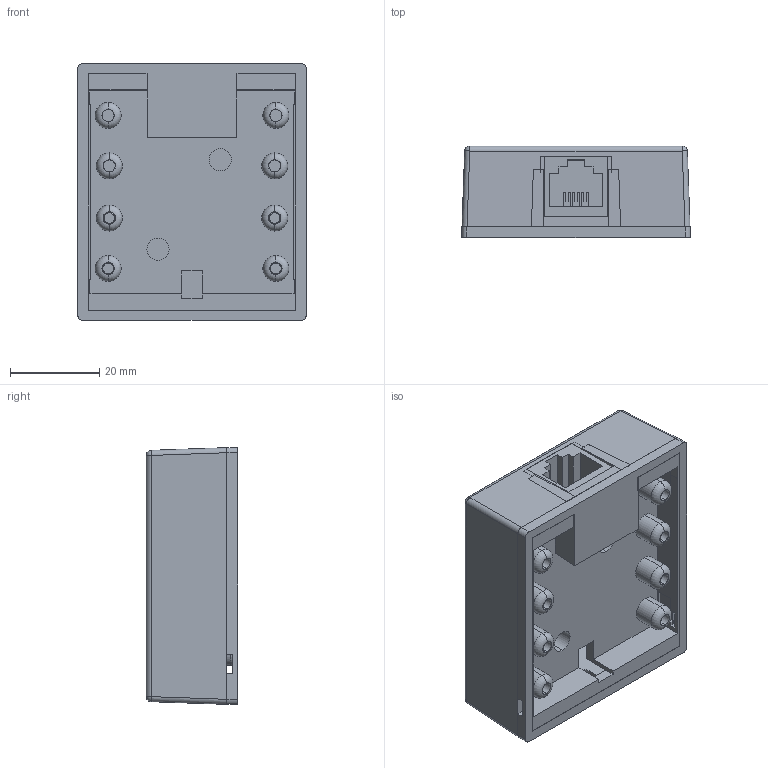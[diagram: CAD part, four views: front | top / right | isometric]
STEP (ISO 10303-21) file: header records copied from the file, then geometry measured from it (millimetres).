
FILE_DESCRIPTION (( 'STEP AP214' ), '1' );
FILE_NAME ('TDA310-4C.STEP', '2016-05-04T15:02:40', ( 'L-Com' ), ( 'L-Com Global Connectivity' ), 'SwSTEP 2.0', 'SolidWorks 2014', '' );
FILE_SCHEMA (( 'AUTOMOTIVE_DESIGN' ));
Length unit declared in the file: inch
Products named in the file (5): TDA310-4C-MA1; TDA310-8C-MA2; 3AA01-012_4-40 x .312 PAN HEAD SCREW; TDA310-8C-MA1; TDA310-4C
Assembly tree (7 placements, depth 2):
  TDA310-4C
    TDA310-8C-MA1
    TDA310-4C-MA1
    3AA01-012_4-40 x .312 PAN HEAD SCREW  x4
    TDA310-8C-MA2
Bounding box: 51.18 x 20.47 x 57.54 mm (x, y, z)
Volume: 25392.6 mm3; surface area: 27390.1 mm2
Topology: 7 solids, 7 shells, 555 faces, 1425 edges, 904 vertices
Faces by surface type: plane 372, cylinder 143, torus 28, cone 8, sphere 4
Entity records: 14019 total; most frequent: CARTESIAN_POINT 2347, DIRECTION 2265, ORIENTED_EDGE 2242, EDGE_CURVE 1121, LINE 807, VECTOR 807, AXIS2_PLACEMENT_3D 729, VERTEX_POINT 727
